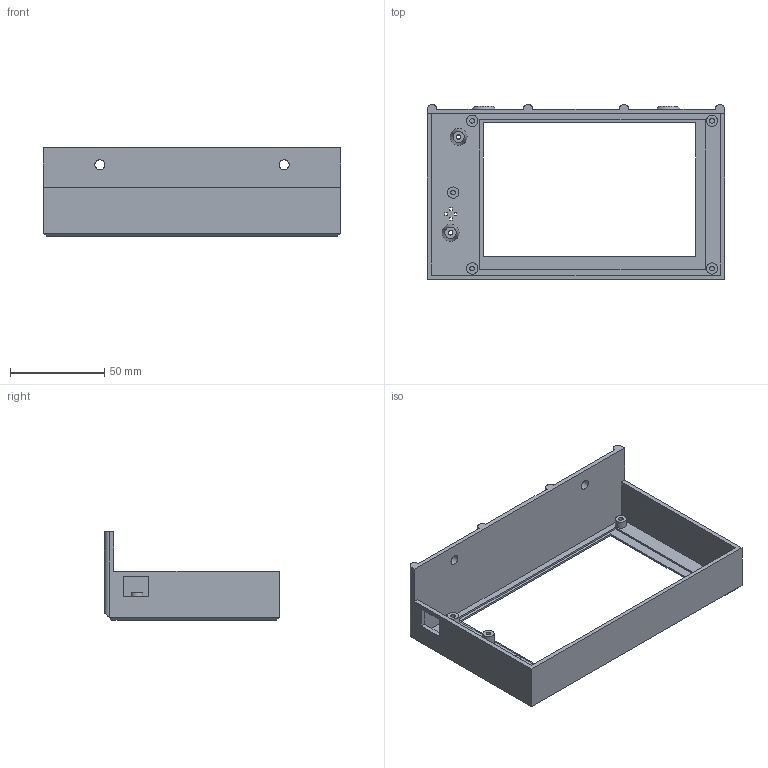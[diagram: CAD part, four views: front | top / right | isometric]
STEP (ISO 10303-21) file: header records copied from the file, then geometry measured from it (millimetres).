
FILE_DESCRIPTION(/* description */ (''),/* implementation_level */ '2;1');
FILE_NAME(/* name */ 'd300p_panel_due_5.step',/* time_stamp */ '2017-11-27T11:30:57-05:00',/* author */ (''),/* organization */ (''),/* preprocessor_version */ 'ST-DEVELOPER v16.13',/* originating_system */ 'Autodesk Translation Framework v6.5.0.72',/* authorisation */ '');
FILE_SCHEMA (('AUTOMOTIVE_DESIGN { 1 0 10303 214 3 1 1 }'));
Length unit declared in the file: millimetre
Products named in the file (2): panel_due_5; Component2
Assembly tree (1 placements, depth 2):
  panel_due_5
    Component2
Bounding box: 158 x 93.09 x 47 mm (x, y, z)
Volume: 49842 mm3; surface area: 46165.2 mm2
Topology: 1 solids, 1 shells, 107 faces, 252 edges, 162 vertices
Faces by surface type: plane 85, cylinder 18, cone 4
Full cylindrical faces by diameter (mm): 2.5 x7, 5.25 x2, 6 x5
Entity records: 3137 total; most frequent: DIRECTION 534, CARTESIAN_POINT 524, ORIENTED_EDGE 504, EDGE_CURVE 252, LINE 190, VECTOR 190, AXIS2_PLACEMENT_3D 172, VERTEX_POINT 162
